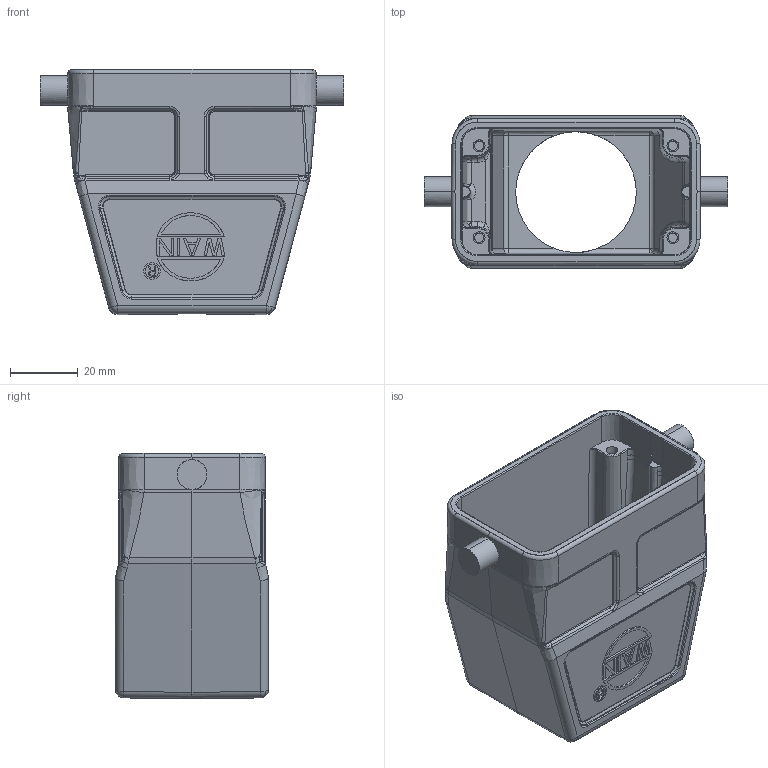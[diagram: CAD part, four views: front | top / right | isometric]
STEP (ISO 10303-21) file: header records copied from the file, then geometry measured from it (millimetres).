
FILE_DESCRIPTION(/* description */ (''),/* implementation_level */ '2;1');
FILE_NAME(/* name */ '3D_1110104155012_H10B-TEH-2B-PG.stp',/* time_stamp */ '2024-02-06T10:13:48+08:00',/* author */ (''),/* organization */ (''),/* preprocessor_version */ 'ST-DEVELOPER v18.1',/* originating_system */ 'SIEMENS PLM Software NX 1980',/* authorisation */ '');
FILE_SCHEMA (('AUTOMOTIVE_DESIGN { 1 0 10303 214 3 1 1 1 }'));
Length unit declared in the file: millimetre
Products named in the file (1): 3D_1110104155012_H10B-TEH-2B-PG
Bounding box: 89.2 x 45 x 72.1 mm (x, y, z)
Volume: 58793 mm3; surface area: 31750 mm2
Topology: 1 solids, 1 shells, 708 faces, 1724 edges, 1037 vertices
Faces by surface type: plane 267, cylinder 198, torus 97, bspline 62, cone 48, sphere 24, extrusion 8, revolution 4
Entity records: 25309 total; most frequent: CARTESIAN_POINT 10197, ORIENTED_EDGE 3416, DIRECTION 2667, EDGE_CURVE 1708, VERTEX_POINT 1037, AXIS2_PLACEMENT_3D 959, EDGE_LOOP 745, VECTOR 745
